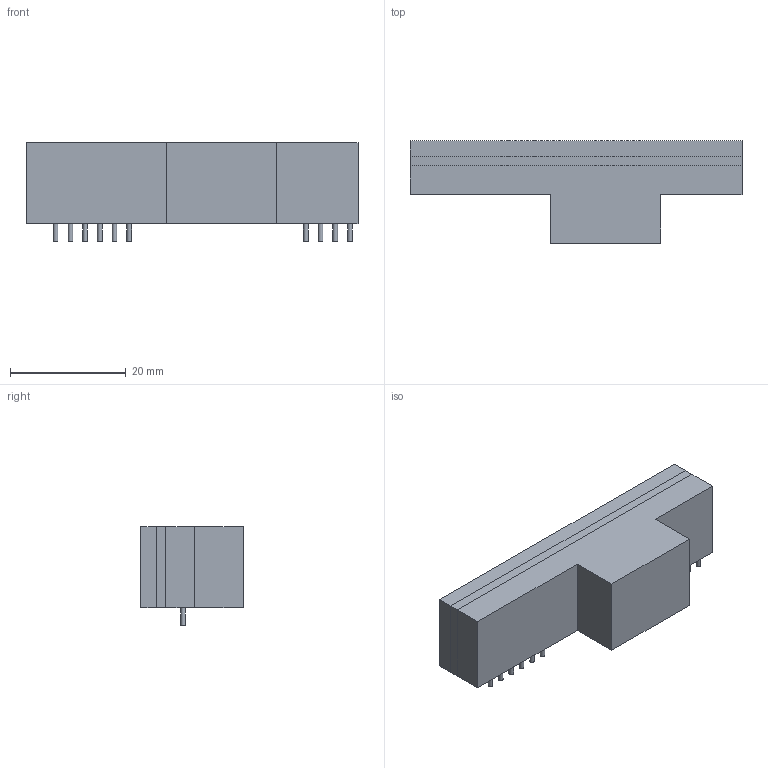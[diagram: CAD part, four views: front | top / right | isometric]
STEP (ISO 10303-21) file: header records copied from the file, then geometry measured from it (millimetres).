
FILE_DESCRIPTION(('FreeCAD Model'),'2;1');
FILE_NAME('Silvertel_Ag5300__Silvertel_Ag5300.step', '2016-02-16T12:49:27',('Author'),(''), 'Open CASCADE STEP processor 6.8','FreeCAD','Unknown');
FILE_SCHEMA(('AUTOMOTIVE_DESIGN_CC2 { 1 2 10303 214 -1 1 5 4 }'));
Length unit declared in the file: millimetre
Products named in the file (2): ASSEMBLY; Silvertel_Ag5300
Assembly tree (1 placements, depth 2):
  ASSEMBLY
    Silvertel_Ag5300
Bounding box: 57.3 x 17.7 x 17 mm (x, y, z)
Volume: 9709.9 mm3; surface area: 3560.4 mm2
Topology: 1 solids, 1 shells, 38 faces, 70 edges, 44 vertices
Faces by surface type: plane 28, cylinder 10
Full cylindrical faces by diameter (mm): 0.8 x10
Entity records: 2168 total; most frequent: CARTESIAN_POINT 354, DIRECTION 300, LINE 170, VECTOR 170, ORIENTED_EDGE 140, PCURVE 140, DEFINITIONAL_REPRESENTATION 140, EDGE_CURVE 70
